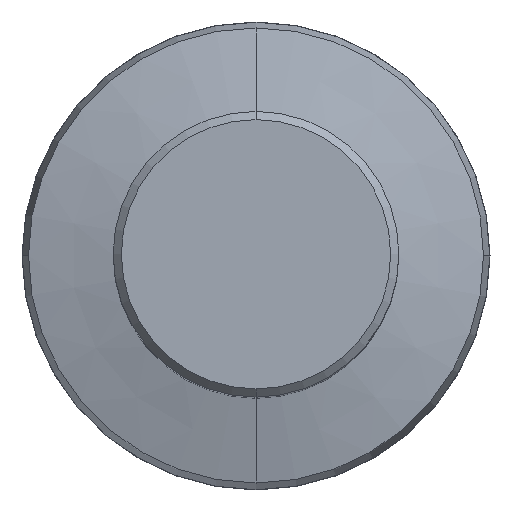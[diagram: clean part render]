
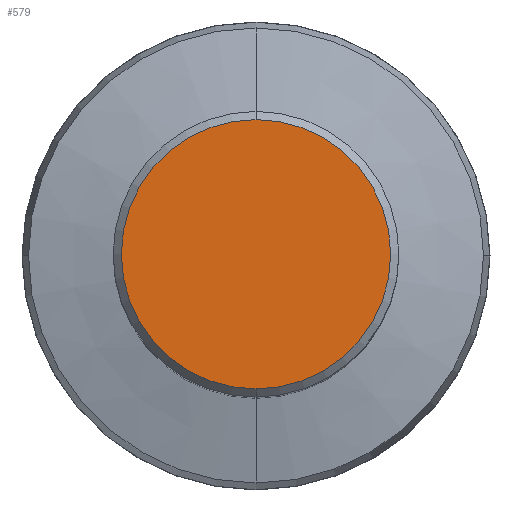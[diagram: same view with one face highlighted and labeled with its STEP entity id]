
A CAD part, top view. The second image highlights one B-rep face of the part: STEP entity #579.
In plain terms, the highlighted planar face has unit normal (0, 0, 1).
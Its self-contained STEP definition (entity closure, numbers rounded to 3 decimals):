
#289=EDGE_CURVE('',#685,#605,#785,.T.);
#347=EDGE_CURVE('',#605,#685,#851,.T.);
#579=ADVANCED_FACE('',(#1105),#1106,.T.);
#605=VERTEX_POINT('',#1134);
#685=VERTEX_POINT('',#1222);
#785=CIRCLE('',#1377,19.8);
#851=CIRCLE('',#1480,19.8);
#1105=FACE_OUTER_BOUND('',#1926,.T.);
#1106=PLANE('',#1927);
#1134=CARTESIAN_POINT('',(0.0,19.8,0.0));
#1222=CARTESIAN_POINT('',(0.,-19.8,0.0));
#1377=AXIS2_PLACEMENT_3D('',#2324,#2325,#2326);
#1480=AXIS2_PLACEMENT_3D('',#2424,#2425,#2426);
#1926=EDGE_LOOP('',(#2760,#2761));
#1927=AXIS2_PLACEMENT_3D('',#2762,#2763,#2764);
#2324=CARTESIAN_POINT('',(0.0,0.0,0.0));
#2325=DIRECTION('',(0.0,0.0,-1.0));
#2326=DIRECTION('',(0.0,1.0,0.0));
#2424=CARTESIAN_POINT('',(0.0,0.0,0.0));
#2425=DIRECTION('',(0.0,0.0,-1.0));
#2426=DIRECTION('',(0.0,1.0,0.0));
#2760=ORIENTED_EDGE('',*,*,#347,.F.);
#2761=ORIENTED_EDGE('',*,*,#289,.F.);
#2762=CARTESIAN_POINT('',(0.0,9.9,0.0));
#2763=DIRECTION('',(-0.0,0.0,1.0));
#2764=DIRECTION('',(0.0,-1.0,0.0));
